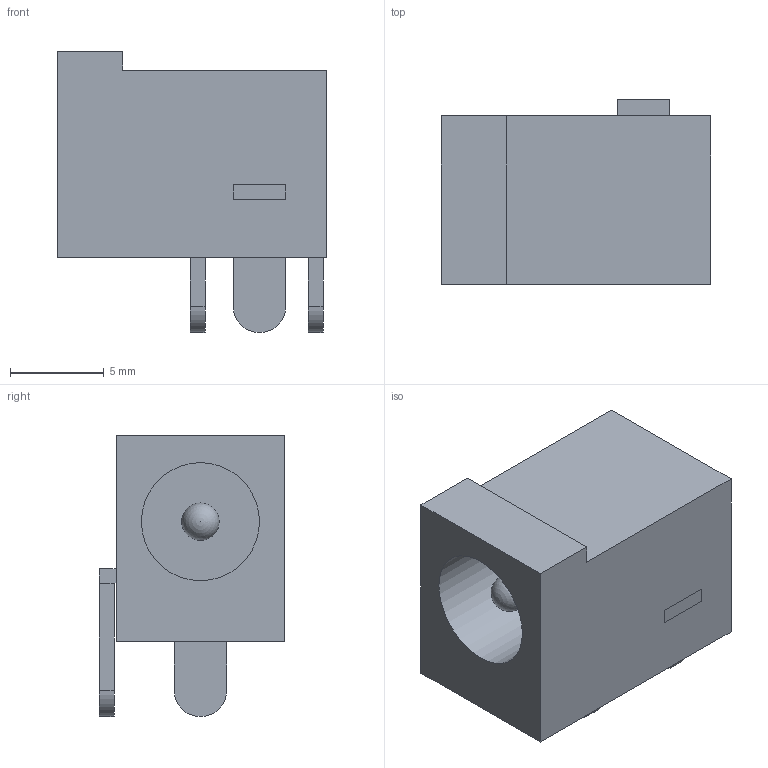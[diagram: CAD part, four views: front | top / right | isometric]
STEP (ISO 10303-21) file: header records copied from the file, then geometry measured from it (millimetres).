
FILE_DESCRIPTION(('FreeCAD Model'),'2;1');
FILE_NAME( 'Cut (Mirror #1)_sp.step', '2019-02-19T17:48:25',('kicad StepUp'),('ksu MCAD'), 'Open CASCADE STEP processor 7.2','FreeCAD','Unknown');
FILE_SCHEMA(('AUTOMOTIVE_DESIGN { 1 0 10303 214 1 1 1 1 }'));
Length unit declared in the file: millimetre
Products named in the file (1): Cut_(Mirror_#1)_sp
Bounding box: 14.4 x 9.9 x 15 mm (x, y, z)
Volume: 1098.6 mm3; surface area: 1088.8 mm2
Topology: 1 solids, 1 shells, 39 faces, 95 edges, 63 vertices
Faces by surface type: plane 30, cylinder 8, sphere 1
Full cylindrical faces by diameter (mm): 2 x1, 6.3 x1
Entity records: 2663 total; most frequent: CARTESIAN_POINT 427, DIRECTION 372, LINE 250, VECTOR 250, ORIENTED_EDGE 188, PCURVE 188, DEFINITIONAL_REPRESENTATION 188, EDGE_CURVE 94
